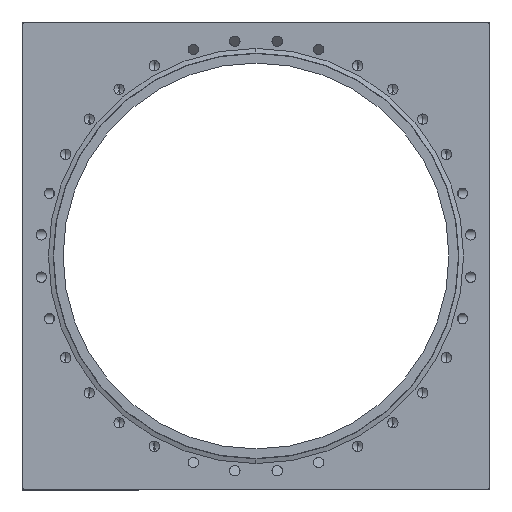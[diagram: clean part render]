
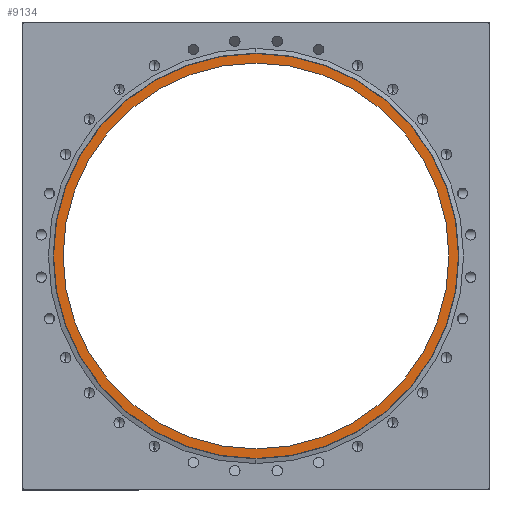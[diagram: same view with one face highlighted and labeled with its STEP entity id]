
A CAD part, left-side view. The second image highlights one B-rep face of the part: STEP entity #9134.
In plain terms, the highlighted face is planar.
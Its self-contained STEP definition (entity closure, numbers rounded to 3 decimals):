
#259 = DIRECTION ( 'NONE',  ( 0., -1., 0. ) ) ;
#967 = DIRECTION ( 'NONE',  ( 0., 0., -1. ) ) ;
#1389 = EDGE_CURVE ( 'NONE', #7579, #9788, #11834, .T. ) ;
#1442 = DIRECTION ( 'NONE',  ( 0., 0., -1. ) ) ;
#1687 = EDGE_CURVE ( 'NONE', #2607, #6337, #13677, .T. ) ;
#1890 = ORIENTED_EDGE ( 'NONE', *, *, #14306, .F. ) ;
#2139 = CARTESIAN_POINT ( 'NONE',  ( 0., 1.2, 0. ) ) ;
#2607 = VERTEX_POINT ( 'NONE', #10316 ) ;
#2751 = ORIENTED_EDGE ( 'NONE', *, *, #1687, .F. ) ;
#3042 = DIRECTION ( 'NONE',  ( 0., -1., 0. ) ) ;
#3174 = AXIS2_PLACEMENT_3D ( 'NONE', #11949, #3694, #8357 ) ;
#3605 = CARTESIAN_POINT ( 'NONE',  ( 0., 1.2, -127. ) ) ;
#3694 = DIRECTION ( 'NONE',  ( 0., -1., 0. ) ) ;
#3728 = ORIENTED_EDGE ( 'NONE', *, *, #4458, .T. ) ;
#3825 = CARTESIAN_POINT ( 'NONE',  ( 0., 1.2, 0. ) ) ;
#4236 = DIRECTION ( 'NONE',  ( 0., 0., -1. ) ) ;
#4244 = ORIENTED_EDGE ( 'NONE', *, *, #1389, .T. ) ;
#4370 = DIRECTION ( 'NONE',  ( 0., -1., 0. ) ) ;
#4458 = EDGE_CURVE ( 'NONE', #9788, #7579, #13231, .T. ) ;
#5430 = FACE_BOUND ( 'NONE', #8187, .T. ) ;
#5507 = CIRCLE ( 'NONE', #10302, 127. ) ;
#5608 = CARTESIAN_POINT ( 'NONE',  ( 0., 1.2, 0. ) ) ;
#6337 = VERTEX_POINT ( 'NONE', #3605 ) ;
#6468 = AXIS2_PLACEMENT_3D ( 'NONE', #2139, #10959, #4236 ) ;
#6852 = EDGE_LOOP ( 'NONE', ( #3728, #4244 ) ) ;
#6946 = AXIS2_PLACEMENT_3D ( 'NONE', #3825, #259, #1442 ) ;
#7579 = VERTEX_POINT ( 'NONE', #9550 ) ;
#8187 = EDGE_LOOP ( 'NONE', ( #1890, #2751 ) ) ;
#8357 = DIRECTION ( 'NONE',  ( 0., 0., -1. ) ) ;
#9134 = ADVANCED_FACE ( 'NONE', ( #5430, #13816 ), #13477, .T. ) ;
#9550 = CARTESIAN_POINT ( 'NONE',  ( 0., 1.2, 133.282 ) ) ;
#9788 = VERTEX_POINT ( 'NONE', #11156 ) ;
#10302 = AXIS2_PLACEMENT_3D ( 'NONE', #5608, #4370, #967 ) ;
#10316 = CARTESIAN_POINT ( 'NONE',  ( 0., 1.2, 127. ) ) ;
#10959 = DIRECTION ( 'NONE',  ( 0., -1., 0. ) ) ;
#11134 = CARTESIAN_POINT ( 'NONE',  ( 0., 1.2, 0. ) ) ;
#11156 = CARTESIAN_POINT ( 'NONE',  ( 0., 1.2, -133.282 ) ) ;
#11227 = DIRECTION ( 'NONE',  ( 0., 0., -1. ) ) ;
#11834 = CIRCLE ( 'NONE', #13646, 133.282 ) ;
#11949 = CARTESIAN_POINT ( 'NONE',  ( 0., 1.2, 0. ) ) ;
#13231 = CIRCLE ( 'NONE', #3174, 133.282 ) ;
#13477 = PLANE ( 'NONE',  #6946 ) ;
#13646 = AXIS2_PLACEMENT_3D ( 'NONE', #11134, #3042, #11227 ) ;
#13677 = CIRCLE ( 'NONE', #6468, 127. ) ;
#13816 = FACE_OUTER_BOUND ( 'NONE', #6852, .T. ) ;
#14306 = EDGE_CURVE ( 'NONE', #6337, #2607, #5507, .T. ) ;
